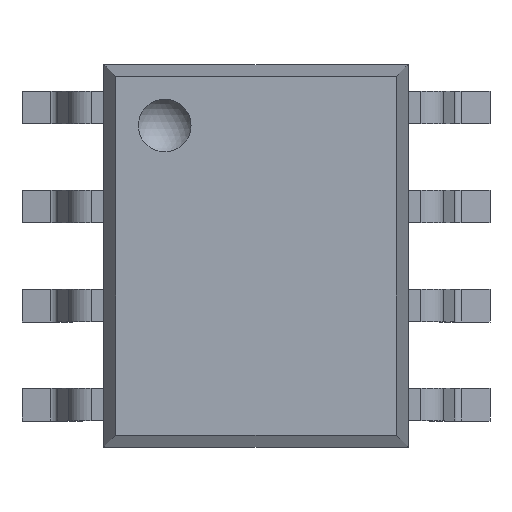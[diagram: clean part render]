
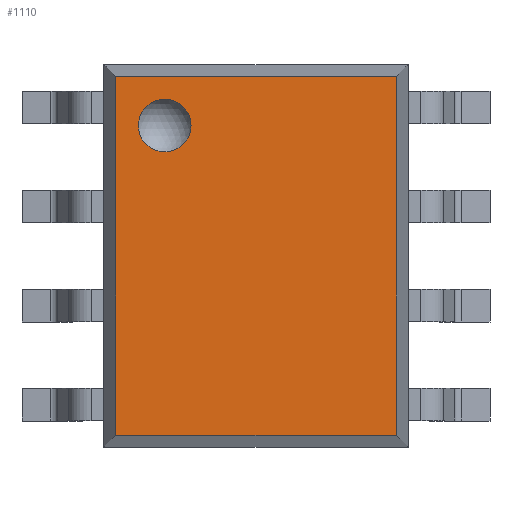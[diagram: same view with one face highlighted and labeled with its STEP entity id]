
A CAD part, top view. The second image highlights one B-rep face of the part: STEP entity #1110.
In plain terms, the highlighted planar face has unit normal (0, 0, 1).
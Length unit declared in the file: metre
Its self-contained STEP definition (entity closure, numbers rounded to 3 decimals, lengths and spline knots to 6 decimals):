
#498 = EDGE_CURVE( '', #1448, #1449, #1450, .T. );
#1036 = EDGE_CURVE( '', #2244, #2245, #2246, .T. );
#1110 = ADVANCED_FACE( '', ( #2329, #2330 ), #2331, .F. );
#1136 = EDGE_CURVE( '', #2362, #2362, #2363, .T. );
#1176 = EDGE_CURVE( '', #1449, #2244, #2410, .T. );
#1240 = EDGE_CURVE( '', #2245, #1448, #2486, .T. );
#1448 = VERTEX_POINT( '', #2724 );
#1449 = VERTEX_POINT( '', #2725 );
#1450 = LINE( '', #2726, #2727 );
#2244 = VERTEX_POINT( '', #3876 );
#2245 = VERTEX_POINT( '', #3877 );
#2246 = LINE( '', #3878, #3879 );
#2329 = FACE_OUTER_BOUND( '', #4017, .T. );
#2330 = FACE_BOUND( '', #4018, .T. );
#2331 = PLANE( '', #4019 );
#2362 = VERTEX_POINT( '', #4066 );
#2363 = CIRCLE( '', #4067, 0.000338 );
#2410 = LINE( '', #4138, #4139 );
#2486 = LINE( '', #4252, #4253 );
#2724 = CARTESIAN_POINT( '', ( 0.001736, 0.002298, 0.00175 ) );
#2725 = CARTESIAN_POINT( '', ( -0.001867, 0.002298, 0.00175 ) );
#2726 = CARTESIAN_POINT( '', ( 0.001884, 0.002298, 0.00175 ) );
#2727 = VECTOR( '', #4559, 1. );
#3876 = CARTESIAN_POINT( '', ( -0.001867, -0.002305, 0.00175 ) );
#3877 = CARTESIAN_POINT( '', ( 0.001736, -0.002305, 0.00175 ) );
#3878 = CARTESIAN_POINT( '', ( 0.001884, -0.002305, 0.00175 ) );
#3879 = VECTOR( '', #5488, 1. );
#4017 = EDGE_LOOP( '', ( #5594, #5595, #5596, #5597 ) );
#4018 = EDGE_LOOP( '', ( #5598 ) );
#4019 = AXIS2_PLACEMENT_3D( '', #5599, #5600, #5601 );
#4066 = CARTESIAN_POINT( '', ( -0.001236, 0.002004, 0.00175 ) );
#4067 = AXIS2_PLACEMENT_3D( '', #5652, #5653, #5654 );
#4138 = CARTESIAN_POINT( '', ( -0.001867, -0.002453, 0.00175 ) );
#4139 = VECTOR( '', #5719, 1. );
#4252 = CARTESIAN_POINT( '', ( 0.001736, -0.002453, 0.00175 ) );
#4253 = VECTOR( '', #5849, 1. );
#4559 = DIRECTION( '', ( -1., 0., 0. ) );
#5488 = DIRECTION( '', ( 1., 0., 0. ) );
#5594 = ORIENTED_EDGE( '', *, *, #1036, .T. );
#5595 = ORIENTED_EDGE( '', *, *, #1240, .T. );
#5596 = ORIENTED_EDGE( '', *, *, #498, .T. );
#5597 = ORIENTED_EDGE( '', *, *, #1176, .T. );
#5598 = ORIENTED_EDGE( '', *, *, #1136, .F. );
#5599 = CARTESIAN_POINT( '', ( 0.001884, -0.002453, 0.00175 ) );
#5600 = DIRECTION( '', ( 0., 0., -1. ) );
#5601 = DIRECTION( '', ( 0., -1., 0. ) );
#5652 = CARTESIAN_POINT( '', ( -0.001236, 0.001667, 0.00175 ) );
#5653 = DIRECTION( '', ( 0., 0., 1. ) );
#5654 = DIRECTION( '', ( 0., 1., 0. ) );
#5719 = DIRECTION( '', ( 0., -1., 0. ) );
#5849 = DIRECTION( '', ( 0., 1., 0. ) );
